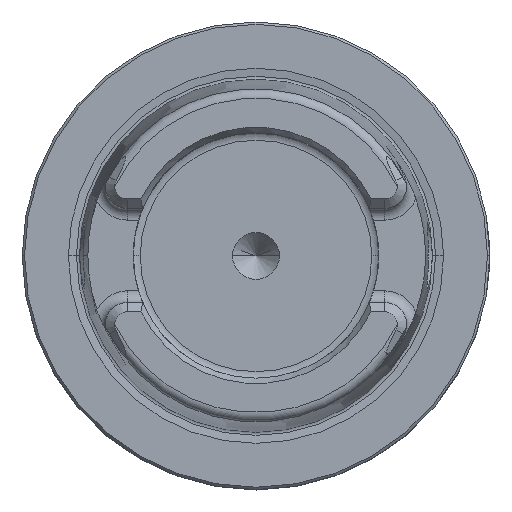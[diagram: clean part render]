
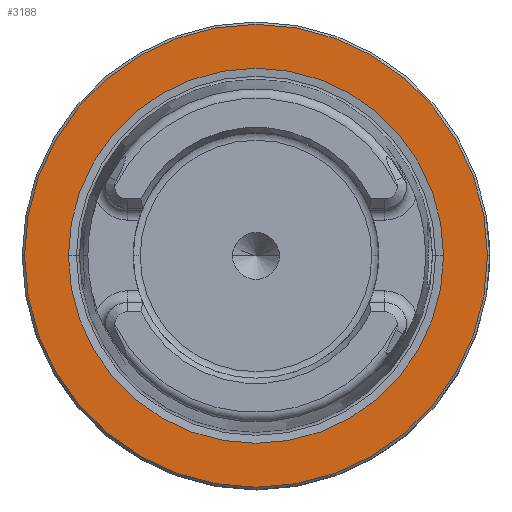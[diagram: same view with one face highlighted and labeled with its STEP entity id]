
A CAD part, top view. The second image highlights one B-rep face of the part: STEP entity #3188.
In plain terms, the highlighted planar face has unit normal (0, 0, 1).
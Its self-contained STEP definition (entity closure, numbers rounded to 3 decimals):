
#41=CARTESIAN_POINT('',(0.,0.,0.));
#42=DIRECTION('',(0.,0.,-1.));
#43=DIRECTION('',(1.,0.,0.));
#44=AXIS2_PLACEMENT_3D('',#41,#42,#43);
#64=CARTESIAN_POINT('',(0.,0.,0.));
#65=DIRECTION('',(0.,0.,1.));
#66=DIRECTION('',(1.,0.,0.));
#67=AXIS2_PLACEMENT_3D('',#64,#65,#66);
#2389=CARTESIAN_POINT('',(0.,0.,0.));
#2390=DIRECTION('',(0.,0.,1.));
#2391=DIRECTION('',(1.,0.,0.));
#2392=AXIS2_PLACEMENT_3D('',#2389,#2390,#2391);
#2405=CARTESIAN_POINT('',(0.,0.,0.));
#2406=DIRECTION('',(0.,0.,-1.));
#2407=DIRECTION('',(1.,0.,0.));
#2408=AXIS2_PLACEMENT_3D('',#2405,#2406,#2407);
#2918=CARTESIAN_POINT('',(16.043,0.,0.));
#2920=VERTEX_POINT('',#2918);
#2930=CARTESIAN_POINT('',(-16.043,0.,0.));
#2932=VERTEX_POINT('',#2930);
#3102=CARTESIAN_POINT('',(19.8,0.,0.));
#3103=CARTESIAN_POINT('',(-19.8,0.,0.));
#3104=VERTEX_POINT('',#3102);
#3105=VERTEX_POINT('',#3103);
#3171=CARTESIAN_POINT('',(0.,0.,0.));
#3172=DIRECTION('',(0.,0.,-1.));
#3173=DIRECTION('',(-1.,0.,0.));
#3174=AXIS2_PLACEMENT_3D('',#3171,#3172,#3173);
#3175=PLANE('',#3174);
#3177=ORIENTED_EDGE('',*,*,#3176,.F.);
#3179=ORIENTED_EDGE('',*,*,#3178,.T.);
#3180=EDGE_LOOP('',(#3177,#3179));
#3181=FACE_OUTER_BOUND('',#3180,.F.);
#3183=ORIENTED_EDGE('',*,*,#3182,.F.);
#3185=ORIENTED_EDGE('',*,*,#3184,.T.);
#3186=EDGE_LOOP('',(#3183,#3185));
#3187=FACE_BOUND('',#3186,.F.);
#45=CIRCLE('',#44,16.043);
#68=CIRCLE('',#67,16.043);
#2393=CIRCLE('',#2392,19.8);
#2409=CIRCLE('',#2408,19.8);
#3176=EDGE_CURVE('',#3104,#3105,#2393,.T.);
#3178=EDGE_CURVE('',#3104,#3105,#2409,.T.);
#3182=EDGE_CURVE('',#2920,#2932,#45,.T.);
#3184=EDGE_CURVE('',#2920,#2932,#68,.T.);
#3188=ADVANCED_FACE('',(#3181,#3187),#3175,.F.);
